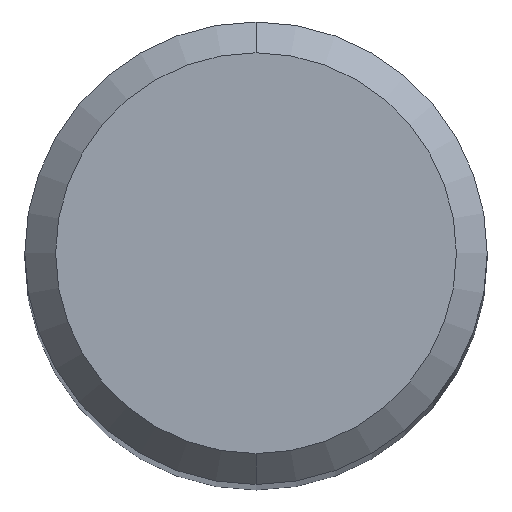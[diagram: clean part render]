
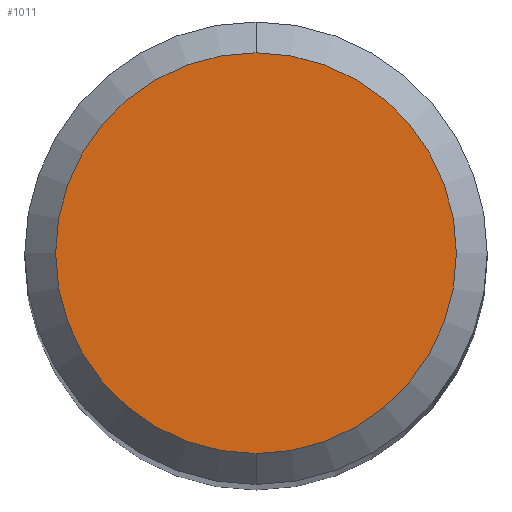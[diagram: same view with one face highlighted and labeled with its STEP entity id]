
A CAD part, top view. The second image highlights one B-rep face of the part: STEP entity #1011.
In plain terms, the highlighted planar face has unit normal (0, 0, 1).
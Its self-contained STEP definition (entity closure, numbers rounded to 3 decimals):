
#519=VERTEX_POINT('',#1411);
#1011=ADVANCED_FACE('',(#1950),#1951,.T.);
#1135=EDGE_CURVE('',#519,#1259,#2088,.T.);
#1243=EDGE_CURVE('',#1259,#519,#2207,.T.);
#1259=VERTEX_POINT('',#2225);
#1411=CARTESIAN_POINT('',(0.0,2.6,0.0));
#1950=FACE_OUTER_BOUND('',#7579,.T.);
#1951=PLANE('',#7580);
#2088=CIRCLE('',#9090,2.6);
#2207=CIRCLE('',#9529,2.6);
#2225=CARTESIAN_POINT('',(0.,-2.6,0.0));
#7579=EDGE_LOOP('',(#11056,#11057));
#7580=AXIS2_PLACEMENT_3D('',#11058,#11059,#11060);
#9090=AXIS2_PLACEMENT_3D('',#11183,#11184,#11185);
#9529=AXIS2_PLACEMENT_3D('',#11345,#11346,#11347);
#11056=ORIENTED_EDGE('',*,*,#1135,.F.);
#11057=ORIENTED_EDGE('',*,*,#1243,.F.);
#11058=CARTESIAN_POINT('',(0.0,1.3,0.0));
#11059=DIRECTION('',(-0.0,0.0,1.0));
#11060=DIRECTION('',(0.0,-1.0,0.0));
#11183=CARTESIAN_POINT('',(0.0,0.0,0.0));
#11184=DIRECTION('',(0.0,0.0,-1.0));
#11185=DIRECTION('',(0.0,1.0,0.0));
#11345=CARTESIAN_POINT('',(0.0,0.0,0.0));
#11346=DIRECTION('',(0.0,0.0,-1.0));
#11347=DIRECTION('',(0.0,1.0,0.0));
